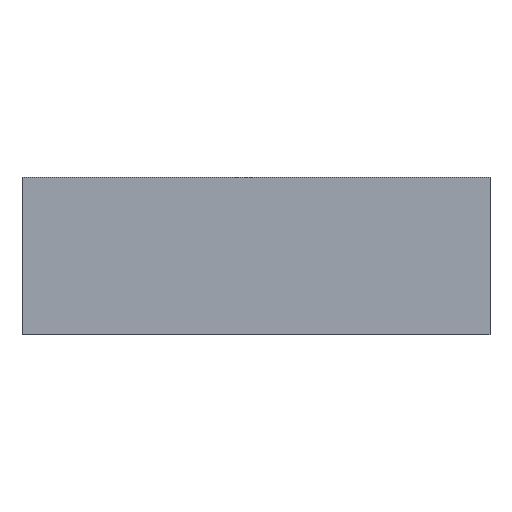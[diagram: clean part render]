
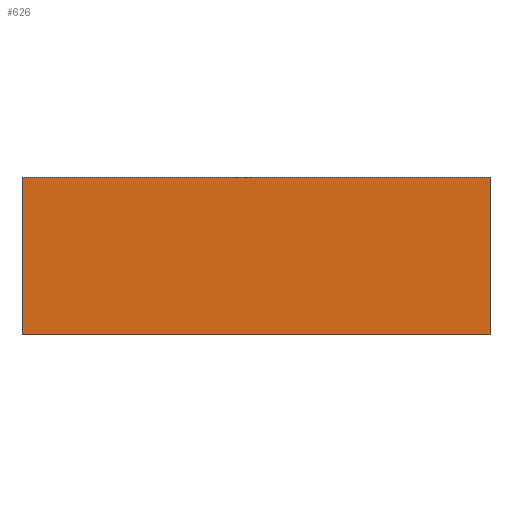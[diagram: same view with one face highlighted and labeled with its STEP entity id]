
A CAD part, top view. The second image highlights one B-rep face of the part: STEP entity #626.
In plain terms, the highlighted planar face has unit normal (0, 0, 1).
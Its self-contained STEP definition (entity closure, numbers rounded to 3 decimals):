
#24 = ORIENTED_EDGE ( 'NONE', *, *, #1037, .T. ) ;
#74 = DIRECTION ( 'NONE',  ( 0., 0., 1. ) ) ;
#92 = CARTESIAN_POINT ( 'NONE',  ( 40., -13.5, 1.5 ) ) ;
#109 = VERTEX_POINT ( 'NONE', #92 ) ;
#127 = LINE ( 'NONE', #434, #631 ) ;
#154 = CARTESIAN_POINT ( 'NONE',  ( 40., 13.5, 1.5 ) ) ;
#201 = ORIENTED_EDGE ( 'NONE', *, *, #345, .T. ) ;
#268 = VERTEX_POINT ( 'NONE', #154 ) ;
#275 = DIRECTION ( 'NONE',  ( -1., 0., 0. ) ) ;
#304 = DIRECTION ( 'NONE',  ( 1., 0., 0. ) ) ;
#312 = CARTESIAN_POINT ( 'NONE',  ( -40., 13.5, 1.5 ) ) ;
#345 = EDGE_CURVE ( 'NONE', #109, #268, #127, .T. ) ;
#386 = CARTESIAN_POINT ( 'NONE',  ( -40., -13.5, 1.5 ) ) ;
#392 = CARTESIAN_POINT ( 'NONE',  ( 0., 0., 1.5 ) ) ;
#396 = PLANE ( 'NONE',  #891 ) ;
#409 = EDGE_LOOP ( 'NONE', ( #201, #24, #921, #999 ) ) ;
#433 = LINE ( 'NONE', #1004, #981 ) ;
#434 = CARTESIAN_POINT ( 'NONE',  ( 40., 13.5, 1.5 ) ) ;
#474 = DIRECTION ( 'NONE',  ( 1., 0., 0. ) ) ;
#479 = DIRECTION ( 'NONE',  ( 0., -1., 0. ) ) ;
#553 = LINE ( 'NONE', #948, #585 ) ;
#585 = VECTOR ( 'NONE', #304, 1000. ) ;
#626 = ADVANCED_FACE ( 'NONE', ( #794 ), #396, .T. ) ;
#631 = VECTOR ( 'NONE', #765, 1000. ) ;
#692 = EDGE_CURVE ( 'NONE', #828, #766, #717, .T. ) ;
#717 = LINE ( 'NONE', #1044, #1033 ) ;
#765 = DIRECTION ( 'NONE',  ( 0., 1., 0. ) ) ;
#766 = VERTEX_POINT ( 'NONE', #386 ) ;
#770 = EDGE_CURVE ( 'NONE', #766, #109, #553, .T. ) ;
#794 = FACE_OUTER_BOUND ( 'NONE', #409, .T. ) ;
#828 = VERTEX_POINT ( 'NONE', #312 ) ;
#891 = AXIS2_PLACEMENT_3D ( 'NONE', #392, #74, #474 ) ;
#921 = ORIENTED_EDGE ( 'NONE', *, *, #692, .T. ) ;
#948 = CARTESIAN_POINT ( 'NONE',  ( -40., -13.5, 1.5 ) ) ;
#981 = VECTOR ( 'NONE', #275, 1000. ) ;
#999 = ORIENTED_EDGE ( 'NONE', *, *, #770, .T. ) ;
#1004 = CARTESIAN_POINT ( 'NONE',  ( -40., 13.5, 1.5 ) ) ;
#1033 = VECTOR ( 'NONE', #479, 1000. ) ;
#1037 = EDGE_CURVE ( 'NONE', #268, #828, #433, .T. ) ;
#1044 = CARTESIAN_POINT ( 'NONE',  ( -40., 13.5, 1.5 ) ) ;
